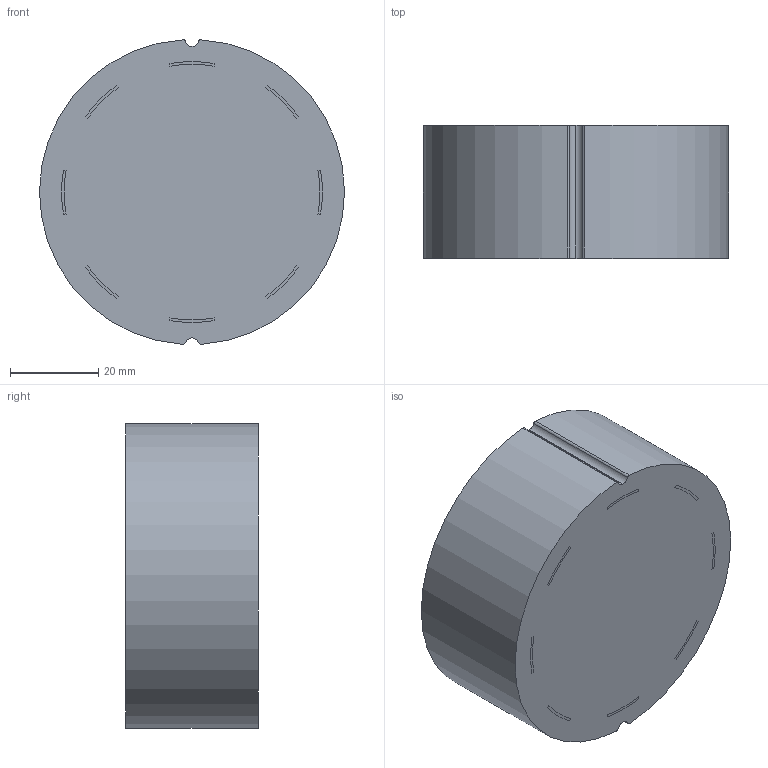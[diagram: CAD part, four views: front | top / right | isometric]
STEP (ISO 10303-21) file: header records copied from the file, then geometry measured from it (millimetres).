
FILE_DESCRIPTION (( 'STEP AP214' ), '1' );
FILE_NAME ('Sunny_B1805.STEP', '2024-11-30T15:09:11', ( '' ), ( '' ), 'SwSTEP 2.0', 'SolidWorks 2024', '' );
FILE_SCHEMA (( 'AUTOMOTIVE_DESIGN' ));
Length unit declared in the file: millimetre
Products named in the file (1): Sunny_B1805
Bounding box: 69 x 30 x 68.87 mm (x, y, z)
Volume: 35923.3 mm3; surface area: 23934.1 mm2
Topology: 9 solids, 9 shells, 82 faces, 187 edges, 124 vertices
Faces by surface type: cylinder 45, plane 27, cone 8, torus 2
Entity records: 2460 total; most frequent: CARTESIAN_POINT 442, DIRECTION 431, ORIENTED_EDGE 374, EDGE_CURVE 187, AXIS2_PLACEMENT_3D 177, VERTEX_POINT 124, CIRCLE 94, EDGE_LOOP 83
